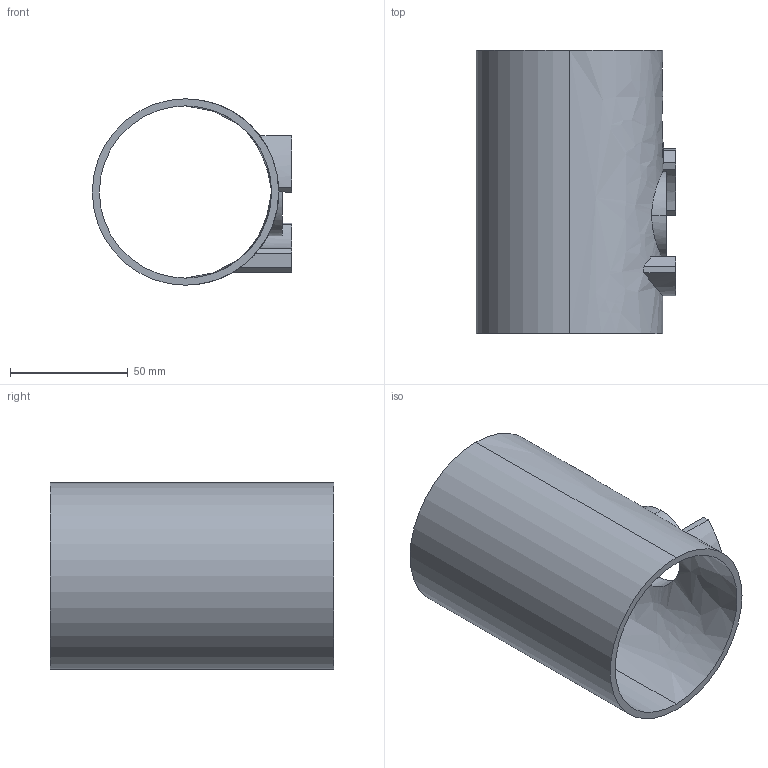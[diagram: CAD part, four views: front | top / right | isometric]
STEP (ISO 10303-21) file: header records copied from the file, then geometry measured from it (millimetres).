
FILE_DESCRIPTION(/* description */ ('STEP AP242','CAx-IF Rec.Pracs.---Representation and Presentation of Product Manufacturing Information (PMI)---4.0---2014-10-13','CAx-IF Rec.Pracs.---3D Tessellated Geometry---0.4---2014-09-14','2;1'),/* implementation_level */ '2;1');
FILE_NAME(/* name */ 'Part Studio 1 - Part 1',/* time_stamp */ '2025-01-09T22:11:22Z',/* author */ (''),/* organization */ (''),/* preprocessor_version */ 'ST-DEVELOPER v20',/* originating_system */ 'ONSHAPE BY PTC INC, 1.191',/* authorisation */ ' ');
FILE_SCHEMA (('AP242_MANAGED_MODEL_BASED_3D_ENGINEERING_MIM_LF { 1 0 10303 442 1 1 4 }'));
Length unit declared in the file: metre
Products named in the file (1): Part 1
Bounding box: 84.5 x 120 x 79 mm (x, y, z)
Volume: 89014.8 mm3; surface area: 59235.9 mm2
Topology: 1 solids, 1 shells, 36 faces, 87 edges, 56 vertices
Faces by surface type: bspline 36
Entity records: 1175 total; most frequent: CARTESIAN_POINT 446, ORIENTED_EDGE 174, DIRECTION 101, EDGE_CURVE 87, VERTEX_POINT 56, EDGE_LOOP 43, FACE_BOUND 43, ADVANCED_FACE 36
